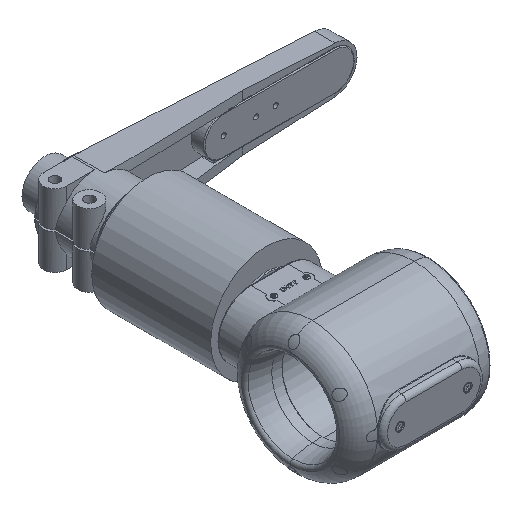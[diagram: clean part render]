
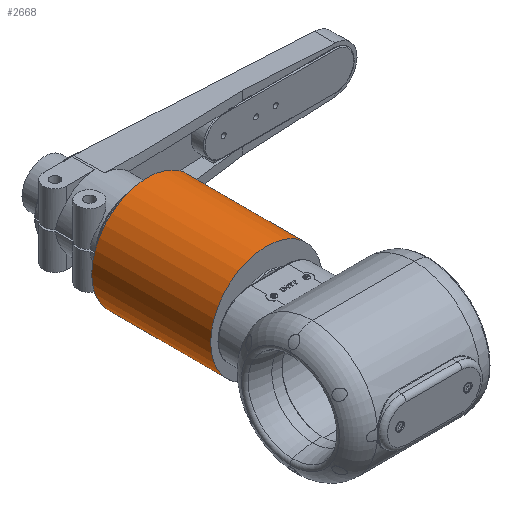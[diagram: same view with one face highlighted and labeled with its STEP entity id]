
A CAD part, isometric view. The second image highlights one B-rep face of the part: STEP entity #2668.
In plain terms, the highlighted cylindrical face has radius 60 mm (diameter 120 mm), a full revolution.
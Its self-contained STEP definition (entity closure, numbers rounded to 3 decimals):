
#1410 = CARTESIAN_POINT ( 'NONE',  ( -76.511, -6.741, 83.308 ) ) ;
#2668 = ADVANCED_FACE ( 'NONE', ( #3394, #10299 ), #9858, .T. ) ;
#3394 = FACE_OUTER_BOUND ( 'NONE', #23132, .T. ) ;
#4267 = CIRCLE ( 'NONE', #9550, 60. ) ;
#4491 = EDGE_CURVE ( 'NONE', #26576, #26576, #4267, .T. ) ;
#5371 = DIRECTION ( 'NONE',  ( 0., 1., 0. ) ) ;
#7581 = AXIS2_PLACEMENT_3D ( 'NONE', #26590, #15064, #28557 ) ;
#9550 = AXIS2_PLACEMENT_3D ( 'NONE', #23921, #5371, #10209 ) ;
#9858 = CYLINDRICAL_SURFACE ( 'NONE', #12033, 60. ) ;
#10209 = DIRECTION ( 'NONE',  ( -1., 0., 0. ) ) ;
#10299 = FACE_OUTER_BOUND ( 'NONE', #26817, .T. ) ;
#11881 = EDGE_CURVE ( 'NONE', #24899, #24899, #26968, .T. ) ;
#12033 = AXIS2_PLACEMENT_3D ( 'NONE', #27293, #15189, #13497 ) ;
#13497 = DIRECTION ( 'NONE',  ( -1., 0., 0. ) ) ;
#14870 = ORIENTED_EDGE ( 'NONE', *, *, #11881, .T. ) ;
#15064 = DIRECTION ( 'NONE',  ( 0., 1., 0. ) ) ;
#15189 = DIRECTION ( 'NONE',  ( 0., 1., 0. ) ) ;
#20283 = ORIENTED_EDGE ( 'NONE', *, *, #4491, .F. ) ;
#23132 = EDGE_LOOP ( 'NONE', ( #20283 ) ) ;
#23921 = CARTESIAN_POINT ( 'NONE',  ( -16.511, -6.741, 83.308 ) ) ;
#24899 = VERTEX_POINT ( 'NONE', #27298 ) ;
#26576 = VERTEX_POINT ( 'NONE', #1410 ) ;
#26590 = CARTESIAN_POINT ( 'NONE',  ( -16.511, -134.741, 83.308 ) ) ;
#26817 = EDGE_LOOP ( 'NONE', ( #14870 ) ) ;
#26968 = CIRCLE ( 'NONE', #7581, 60. ) ;
#27293 = CARTESIAN_POINT ( 'NONE',  ( -16.511, -304.447, 83.308 ) ) ;
#27298 = CARTESIAN_POINT ( 'NONE',  ( 43.489, -134.741, 83.308 ) ) ;
#28557 = DIRECTION ( 'NONE',  ( 1., 0., 0. ) ) ;
